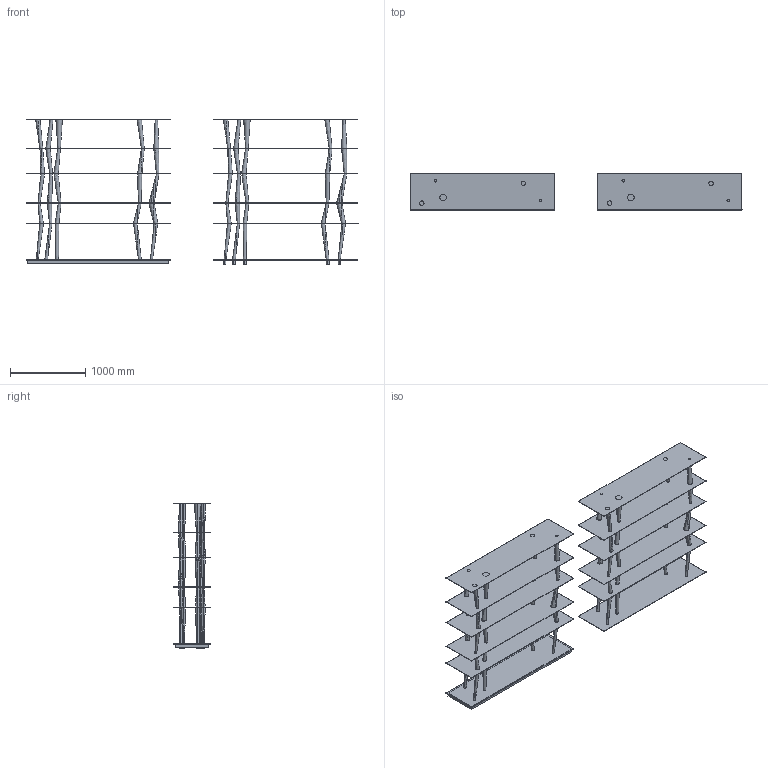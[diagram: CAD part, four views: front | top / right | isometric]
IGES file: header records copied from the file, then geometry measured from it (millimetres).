
Start section: SolidWorks IGES file using analytic representation for surfaces
Global section: file name: SENDAI 192x48x192H.IGS; native system: SolidWorks 2013; preprocessor: SolidWorks 2013; author: Sonia; date: 131024.154754; units: millimetre
Bounding box: 4420 x 480 x 1940 mm (x, y, z)
Surface area: 26211096.3 mm2 (no closed solid volume)
Topology: 0 solids, 0 shells, 299 faces, 5140 edges, 5140 vertices
Faces by surface type: bspline 241, revolution 58
